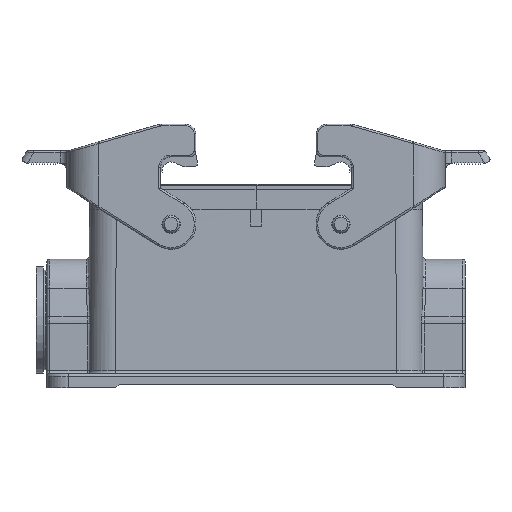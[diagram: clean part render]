
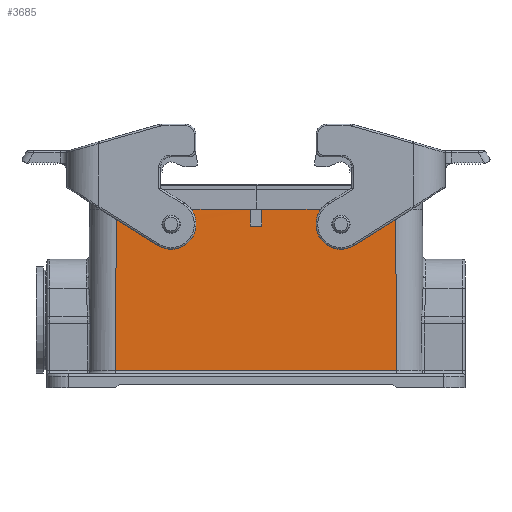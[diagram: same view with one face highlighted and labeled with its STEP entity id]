
A CAD part, front view. The second image highlights one B-rep face of the part: STEP entity #3685.
In plain terms, the highlighted planar face has unit normal (0, -1, 0.007).
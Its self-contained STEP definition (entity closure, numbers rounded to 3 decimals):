
#362=CARTESIAN_POINT('',(39.031,-21.5,5.7));
#363=VERTEX_POINT('',#362);
#370=CARTESIAN_POINT('',(1.6,-21.5,5.7));
#371=VERTEX_POINT('',#370);
#378=CARTESIAN_POINT('',(39.031,-21.5,5.7));
#379=DIRECTION('',(-1.0,0.0,0.0));
#380=VECTOR('',#379,37.431);
#381=LINE('',#378,#380);
#382=EDGE_CURVE('',#363,#371,#381,.T.);
#392=CARTESIAN_POINT('',(-39.012,-21.5,5.7));
#393=VERTEX_POINT('',#392);
#402=CARTESIAN_POINT('',(-1.6,-21.5,5.7));
#403=VERTEX_POINT('',#402);
#404=CARTESIAN_POINT('',(-1.6,-21.5,5.7));
#405=DIRECTION('',(-1.0,0.0,0.0));
#406=VECTOR('',#405,37.412);
#407=LINE('',#404,#406);
#408=EDGE_CURVE('',#403,#393,#407,.T.);
#3534=CARTESIAN_POINT('',(-200.0,-21.5,5.7));
#3535=DIRECTION('',(0.0,1.,-0.007));
#3536=DIRECTION('',(0.0,0.007,1.));
#3537=AXIS2_PLACEMENT_3D('',#3534,#3535,#3536);
#3538=PLANE('',#3537);
#3539=CARTESIAN_POINT('',(-39.05,-21.5,5.7));
#3540=VERTEX_POINT('',#3539);
#3541=CARTESIAN_POINT('',(-39.345,-21.819,-39.456));
#3542=VERTEX_POINT('',#3541);
#3543=CARTESIAN_POINT('',(-39.05,-21.5,5.7));
#3544=DIRECTION('',(-0.007,-0.007,-1.));
#3545=VECTOR('',#3544,45.158);
#3546=LINE('',#3543,#3545);
#3547=EDGE_CURVE('',#3540,#3542,#3546,.T.);
#3548=ORIENTED_EDGE('',*,*,#3547,.T.);
#3549=CARTESIAN_POINT('',(39.345,-21.819,-39.456));
#3550=VERTEX_POINT('',#3549);
#3551=CARTESIAN_POINT('',(-39.345,-21.819,-39.456));
#3552=DIRECTION('',(1.0,0.0,0.0));
#3553=VECTOR('',#3552,78.69);
#3554=LINE('',#3551,#3553);
#3555=EDGE_CURVE('',#3542,#3550,#3554,.T.);
#3556=ORIENTED_EDGE('',*,*,#3555,.T.);
#3557=CARTESIAN_POINT('',(39.345,-21.819,-39.456));
#3558=DIRECTION('',(-0.007,0.007,1.));
#3559=VECTOR('',#3558,45.158);
#3560=LINE('',#3557,#3559);
#3561=EDGE_CURVE('',#3550,#363,#3560,.T.);
#3562=ORIENTED_EDGE('',*,*,#3561,.T.);
#3563=ORIENTED_EDGE('',*,*,#382,.T.);
#3564=CARTESIAN_POINT('',(1.6,-21.533,1.0));
#3565=VERTEX_POINT('',#3564);
#3566=CARTESIAN_POINT('',(1.6,-21.5,5.7));
#3567=DIRECTION('',(0.,-0.007,-1.));
#3568=VECTOR('',#3567,4.7);
#3569=LINE('',#3566,#3568);
#3570=EDGE_CURVE('',#371,#3565,#3569,.T.);
#3571=ORIENTED_EDGE('',*,*,#3570,.T.);
#3572=CARTESIAN_POINT('',(-1.6,-21.533,1.0));
#3573=VERTEX_POINT('',#3572);
#3574=CARTESIAN_POINT('',(1.6,-21.533,1.0));
#3575=DIRECTION('',(-1.0,0.0,0.0));
#3576=VECTOR('',#3575,3.2);
#3577=LINE('',#3574,#3576);
#3578=EDGE_CURVE('',#3565,#3573,#3577,.T.);
#3579=ORIENTED_EDGE('',*,*,#3578,.T.);
#3580=CARTESIAN_POINT('',(-1.6,-21.533,1.0));
#3581=DIRECTION('',(0.,0.007,1.));
#3582=VECTOR('',#3581,4.7);
#3583=LINE('',#3580,#3582);
#3584=EDGE_CURVE('',#3573,#403,#3583,.T.);
#3585=ORIENTED_EDGE('',*,*,#3584,.T.);
#3586=ORIENTED_EDGE('',*,*,#408,.T.);
#3587=CARTESIAN_POINT('',(-39.012,-21.5,5.7));
#3588=DIRECTION('',(-1.0,0.0,0.0));
#3589=VECTOR('',#3588,0.039);
#3590=LINE('',#3587,#3589);
#3591=EDGE_CURVE('',#393,#3540,#3590,.T.);
#3592=ORIENTED_EDGE('',*,*,#3591,.T.);
#3593=EDGE_LOOP('',(#3548,#3556,#3562,#3563,#3571,#3579,#3585,#3586,#3592));
#3594=FACE_OUTER_BOUND('',#3593,.T.);
#3595=CARTESIAN_POINT('',(-21.75,-21.529,1.55));
#3596=VERTEX_POINT('',#3595);
#3597=CARTESIAN_POINT('',(-20.25,-21.529,1.55));
#3598=VERTEX_POINT('',#3597);
#3599=CARTESIAN_POINT('',(-21.75,-21.529,1.55));
#3600=DIRECTION('',(1.0,0.0,0.0));
#3601=VECTOR('',#3600,1.5);
#3602=LINE('',#3599,#3601);
#3603=EDGE_CURVE('',#3596,#3598,#3602,.T.);
#3604=ORIENTED_EDGE('',*,*,#3603,.T.);
#3605=CARTESIAN_POINT('',(-27.25,-21.529,1.55));
#3606=VERTEX_POINT('',#3605);
#3607=CARTESIAN_POINT('',(-23.75,-21.529,1.55));
#3608=DIRECTION('',(0.0,1.,-0.007));
#3609=DIRECTION('',(0.0,-0.007,-1.));
#3610=AXIS2_PLACEMENT_3D('',#3607,#3608,#3609);
#3611=ELLIPSE('',#3610,3.5,3.5);
#3612=EDGE_CURVE('',#3598,#3606,#3611,.T.);
#3613=ORIENTED_EDGE('',*,*,#3612,.T.);
#3614=CARTESIAN_POINT('',(-25.75,-21.529,1.55));
#3615=VERTEX_POINT('',#3614);
#3616=CARTESIAN_POINT('',(-27.25,-21.529,1.55));
#3617=DIRECTION('',(1.0,0.0,0.0));
#3618=VECTOR('',#3617,1.5);
#3619=LINE('',#3616,#3618);
#3620=EDGE_CURVE('',#3606,#3615,#3619,.T.);
#3621=ORIENTED_EDGE('',*,*,#3620,.T.);
#3622=CARTESIAN_POINT('',(-25.75,-21.529,1.55));
#3623=CARTESIAN_POINT('',(-25.75,-21.529,2.102));
#3624=CARTESIAN_POINT('',(-25.555,-21.529,2.574));
#3625=CARTESIAN_POINT('',(-25.164,-21.529,2.964));
#3626=CARTESIAN_POINT('',(-24.774,-21.529,3.355));
#3627=CARTESIAN_POINT('',(-24.302,-21.529,3.55));
#3628=CARTESIAN_POINT('',(-23.75,-21.529,3.55));
#3629=CARTESIAN_POINT('',(-23.198,-21.529,3.55));
#3630=CARTESIAN_POINT('',(-22.726,-21.529,3.355));
#3631=CARTESIAN_POINT('',(-22.336,-21.529,2.964));
#3632=CARTESIAN_POINT('',(-21.946,-21.529,2.574));
#3633=CARTESIAN_POINT('',(-21.75,-21.529,2.102));
#3634=CARTESIAN_POINT('',(-21.75,-21.529,1.55));
#3635=B_SPLINE_CURVE_WITH_KNOTS('',3,(#3622,#3623,#3624,#3625,#3626,#3627,#3628,#3629,#3630,#3631,#3632,#3633,#3634),.UNSPECIFIED.,.F.,.U.,(4,3,3,3,4),(0.0,0.25,0.5,0.75,1.0),.UNSPECIFIED.);
#3636=EDGE_CURVE('',#3615,#3596,#3635,.T.);
#3637=ORIENTED_EDGE('',*,*,#3636,.T.);
#3638=EDGE_LOOP('',(#3604,#3613,#3621,#3637));
#3639=FACE_BOUND('',#3638,.T.);
#3640=CARTESIAN_POINT('',(27.25,-21.529,1.55));
#3641=VERTEX_POINT('',#3640);
#3642=CARTESIAN_POINT('',(25.75,-21.529,1.55));
#3643=VERTEX_POINT('',#3642);
#3644=CARTESIAN_POINT('',(27.25,-21.529,1.55));
#3645=DIRECTION('',(-1.0,0.0,0.0));
#3646=VECTOR('',#3645,1.5);
#3647=LINE('',#3644,#3646);
#3648=EDGE_CURVE('',#3641,#3643,#3647,.T.);
#3649=ORIENTED_EDGE('',*,*,#3648,.F.);
#3650=CARTESIAN_POINT('',(20.25,-21.529,1.55));
#3651=VERTEX_POINT('',#3650);
#3652=CARTESIAN_POINT('',(23.75,-21.529,1.55));
#3653=DIRECTION('',(0.0,1.,-0.007));
#3654=DIRECTION('',(0.0,-0.007,-1.));
#3655=AXIS2_PLACEMENT_3D('',#3652,#3653,#3654);
#3656=ELLIPSE('',#3655,3.5,3.5);
#3657=EDGE_CURVE('',#3641,#3651,#3656,.T.);
#3658=ORIENTED_EDGE('',*,*,#3657,.T.);
#3659=CARTESIAN_POINT('',(21.75,-21.529,1.55));
#3660=VERTEX_POINT('',#3659);
#3661=CARTESIAN_POINT('',(21.75,-21.529,1.55));
#3662=DIRECTION('',(-1.0,0.0,0.0));
#3663=VECTOR('',#3662,1.5);
#3664=LINE('',#3661,#3663);
#3665=EDGE_CURVE('',#3660,#3651,#3664,.T.);
#3666=ORIENTED_EDGE('',*,*,#3665,.F.);
#3667=CARTESIAN_POINT('',(25.75,-21.529,1.55));
#3668=CARTESIAN_POINT('',(25.75,-21.525,2.102));
#3669=CARTESIAN_POINT('',(25.554,-21.522,2.574));
#3670=CARTESIAN_POINT('',(25.164,-21.519,2.964));
#3671=CARTESIAN_POINT('',(24.774,-21.517,3.355));
#3672=CARTESIAN_POINT('',(24.302,-21.515,3.55));
#3673=CARTESIAN_POINT('',(23.75,-21.515,3.55));
#3674=CARTESIAN_POINT('',(23.198,-21.515,3.55));
#3675=CARTESIAN_POINT('',(22.726,-21.517,3.354));
#3676=CARTESIAN_POINT('',(22.336,-21.519,2.964));
#3677=CARTESIAN_POINT('',(21.945,-21.522,2.574));
#3678=CARTESIAN_POINT('',(21.75,-21.525,2.102));
#3679=CARTESIAN_POINT('',(21.75,-21.529,1.55));
#3680=B_SPLINE_CURVE_WITH_KNOTS('',3,(#3667,#3668,#3669,#3670,#3671,#3672,#3673,#3674,#3675,#3676,#3677,#3678,#3679),.UNSPECIFIED.,.F.,.U.,(4,3,3,3,4),(0.0,0.25,0.5,0.75,1.0),.UNSPECIFIED.);
#3681=EDGE_CURVE('',#3643,#3660,#3680,.T.);
#3682=ORIENTED_EDGE('',*,*,#3681,.F.);
#3683=EDGE_LOOP('',(#3649,#3658,#3666,#3682));
#3684=FACE_BOUND('',#3683,.T.);
#3685=ADVANCED_FACE('',(#3594,#3639,#3684),#3538,.F.);
